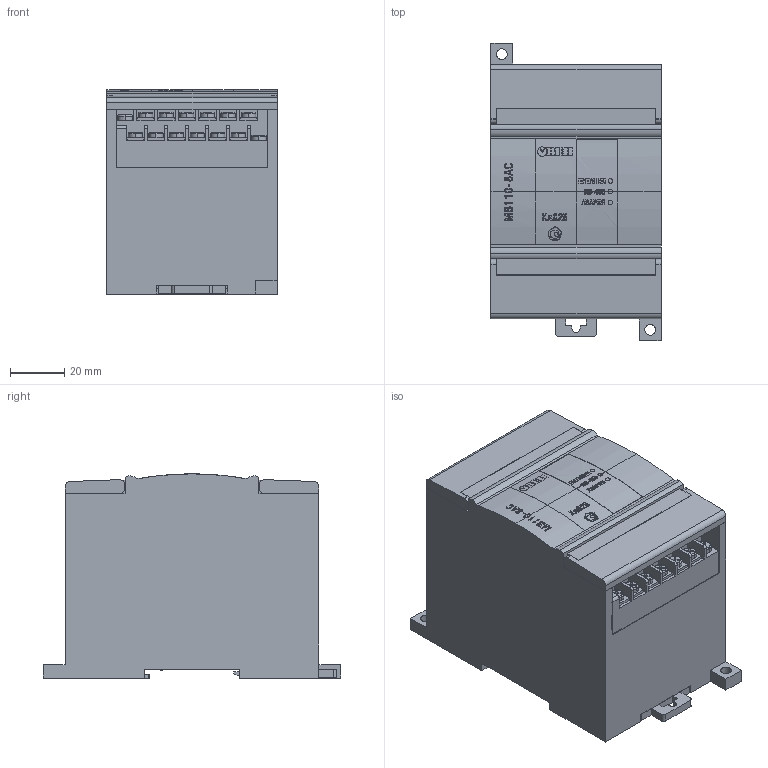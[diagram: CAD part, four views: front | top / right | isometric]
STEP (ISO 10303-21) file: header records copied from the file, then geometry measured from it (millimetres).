
FILE_DESCRIPTION (( 'STEP AP214' ), '1' );
FILE_NAME ('3D 沓麧錪 斨110-24.8檐.STEP', '2015-08-31T09:16:07', ( '' ), ( '' ), 'SwSTEP 2.0', 'SolidWorks 2013', '' );
FILE_SCHEMA (( 'AUTOMOTIVE_DESIGN' ));
Length unit declared in the file: millimetre
Products named in the file (6): 扻豵鵨 斨110-24; 3D 沓麧錪 斨110-24.8檐; Ôèêñàòîð òèï2; Ïàíåëü ëèöåâàÿ ÌÂ110-24.8ÀÑ; Êðûøêà ïðîçðà÷íàÿ ÌÂ110; Ðîçåòêà ÌÕ - 12
Assembly tree (7 placements, depth 2):
  3D 沓麧錪 斨110-24.8檐
    扻豵鵨 斨110-24
    Ðîçåòêà ÌÕ - 12  x2
    Êðûøêà ïðîçðà÷íàÿ ÌÂ110  x2
    Ïàíåëü ëèöåâàÿ ÌÂ110-24.8ÀÑ
    Ôèêñàòîð òèï2
Bounding box: 63 x 110 x 75.6 mm (x, y, z)
Volume: 413399 mm3; surface area: 63132.8 mm2
Topology: 36 solids, 36 shells, 1558 faces, 4042 edges, 2670 vertices
Faces by surface type: plane 961, cylinder 237, bspline 200, cone 104, torus 56
Entity records: 66258 total; most frequent: CARTESIAN_POINT 29222, ORIENTED_EDGE 6020, DIRECTION 4725, EDGE_CURVE 3010, VERTEX_POINT 1994, LINE 1581, VECTOR 1581, AXIS2_PLACEMENT_3D 1572
